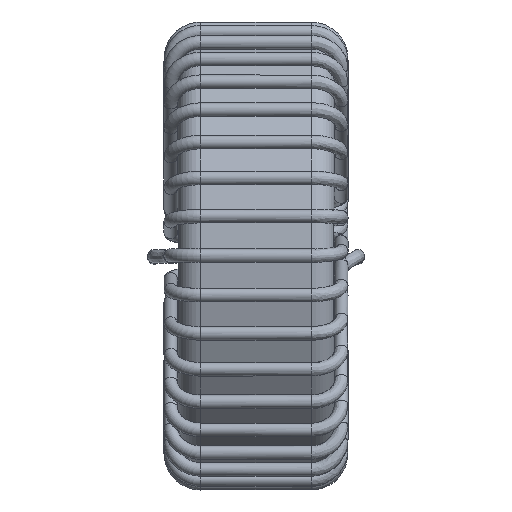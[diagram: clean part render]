
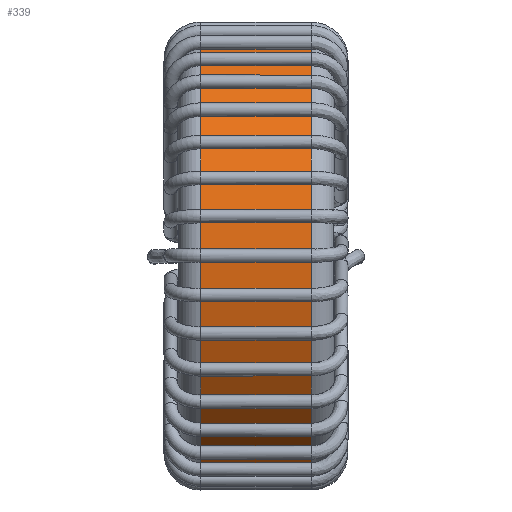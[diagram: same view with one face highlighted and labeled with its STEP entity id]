
A CAD part, top view. The second image highlights one B-rep face of the part: STEP entity #339.
In plain terms, the highlighted cylindrical face has radius 4.865 mm (diameter 9.73 mm), a full revolution.
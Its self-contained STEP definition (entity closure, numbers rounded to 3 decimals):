
#339=ADVANCED_FACE('',(#968,#969),#970,.T.);
#968=FACE_OUTER_BOUND('',#2167,.T.);
#969=FACE_OUTER_BOUND('',#2168,.T.);
#970=CYLINDRICAL_SURFACE('',#2169,4.865);
#2167=EDGE_LOOP('',(#7384));
#2168=EDGE_LOOP('',(#7385));
#2169=AXIS2_PLACEMENT_3D('',#7386,#7387,#7388);
#7384=ORIENTED_EDGE('',*,*,#8908,.T.);
#7385=ORIENTED_EDGE('',*,*,#8906,.T.);
#7386=CARTESIAN_POINT('',(2.25,0.,5.289));
#7387=DIRECTION('',(-1.0,0.,-0.0));
#7388=DIRECTION('',(0.0,-0.0,-1.0));
#8906=EDGE_CURVE('',#9502,#9502,#9503,.T.);
#8908=EDGE_CURVE('',#9505,#9505,#9506,.T.);
#9502=VERTEX_POINT('',#10393);
#9503=CIRCLE('',#10394,4.865);
#9505=VERTEX_POINT('',#10396);
#9506=CIRCLE('',#10397,4.865);
#10393=CARTESIAN_POINT('',(1.025,0.,10.154));
#10394=AXIS2_PLACEMENT_3D('',#13204,#13205,#13206);
#10396=CARTESIAN_POINT('',(3.475,0.,0.424));
#10397=AXIS2_PLACEMENT_3D('',#13207,#13208,#13209);
#13204=CARTESIAN_POINT('',(1.025,0.,5.289));
#13205=DIRECTION('',(1.0,0.,0.0));
#13206=DIRECTION('',(0.0,0.0,1.0));
#13207=CARTESIAN_POINT('',(3.475,0.,5.289));
#13208=DIRECTION('',(-1.0,0.,-0.0));
#13209=DIRECTION('',(0.0,-0.0,-1.0));
